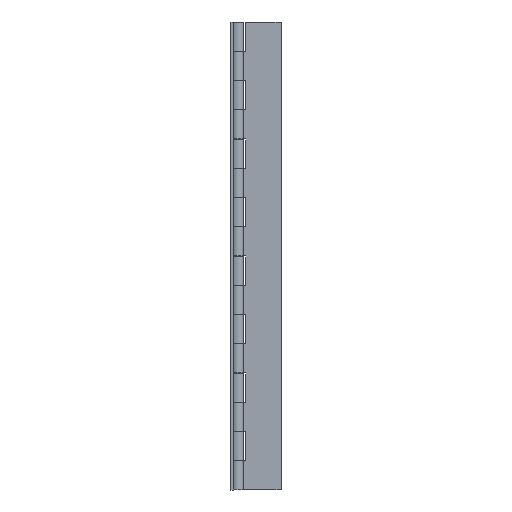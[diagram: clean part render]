
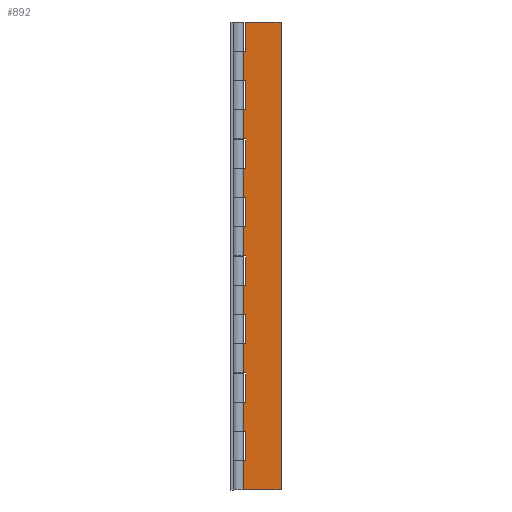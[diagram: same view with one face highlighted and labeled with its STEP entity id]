
A CAD part, left-side view. The second image highlights one B-rep face of the part: STEP entity #892.
In plain terms, the highlighted planar face has unit normal (-1, 0, 0).
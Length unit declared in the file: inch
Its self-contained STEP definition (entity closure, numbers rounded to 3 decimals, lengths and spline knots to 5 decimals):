
#33=PLANE('',#1037);
#62=LINE('',#1377,#148);
#64=LINE('',#1391,#150);
#66=LINE('',#1400,#152);
#68=LINE('',#1409,#154);
#70=LINE('',#1418,#156);
#72=LINE('',#1427,#158);
#74=LINE('',#1436,#160);
#76=LINE('',#1445,#162);
#78=LINE('',#1451,#164);
#83=LINE('',#1460,#169);
#84=LINE('',#1463,#170);
#85=LINE('',#1465,#171);
#86=LINE('',#1466,#172);
#87=LINE('',#1468,#173);
#88=LINE('',#1470,#174);
#89=LINE('',#1471,#175);
#90=LINE('',#1473,#176);
#91=LINE('',#1475,#177);
#92=LINE('',#1476,#178);
#93=LINE('',#1478,#179);
#94=LINE('',#1480,#180);
#95=LINE('',#1481,#181);
#96=LINE('',#1483,#182);
#97=LINE('',#1485,#183);
#98=LINE('',#1486,#184);
#99=LINE('',#1488,#185);
#100=LINE('',#1490,#186);
#101=LINE('',#1491,#187);
#102=LINE('',#1493,#188);
#103=LINE('',#1495,#189);
#104=LINE('',#1496,#190);
#105=LINE('',#1497,#191);
#106=LINE('',#1499,#192);
#107=LINE('',#1500,#193);
#148=VECTOR('',#1125,39.37008);
#150=VECTOR('',#1139,39.37008);
#152=VECTOR('',#1147,39.37008);
#154=VECTOR('',#1155,39.37008);
#156=VECTOR('',#1163,39.37008);
#158=VECTOR('',#1171,39.37008);
#160=VECTOR('',#1179,39.37008);
#162=VECTOR('',#1187,39.37008);
#164=VECTOR('',#1191,39.37008);
#169=VECTOR('',#1198,39.37008);
#170=VECTOR('',#1201,39.37008);
#171=VECTOR('',#1202,39.37008);
#172=VECTOR('',#1203,39.37008);
#173=VECTOR('',#1204,39.37008);
#174=VECTOR('',#1205,39.37008);
#175=VECTOR('',#1206,39.37008);
#176=VECTOR('',#1207,39.37008);
#177=VECTOR('',#1208,39.37008);
#178=VECTOR('',#1209,39.37008);
#179=VECTOR('',#1210,39.37008);
#180=VECTOR('',#1211,39.37008);
#181=VECTOR('',#1212,39.37008);
#182=VECTOR('',#1213,39.37008);
#183=VECTOR('',#1214,39.37008);
#184=VECTOR('',#1215,39.37008);
#185=VECTOR('',#1216,39.37008);
#186=VECTOR('',#1217,39.37008);
#187=VECTOR('',#1218,39.37008);
#188=VECTOR('',#1219,39.37008);
#189=VECTOR('',#1220,39.37008);
#190=VECTOR('',#1221,39.37008);
#191=VECTOR('',#1222,39.37008);
#192=VECTOR('',#1223,39.37008);
#193=VECTOR('',#1224,39.37008);
#276=FACE_OUTER_BOUND('',#332,.T.);
#332=EDGE_LOOP('',(#674,#675,#676,#677,#678,#679,#680,#681,#682,#683,#684,
#685,#686,#687,#688,#689,#690,#691,#692,#693,#694,#695,#696,#697,#698,#699,
#700,#701,#702,#703,#704,#705,#706,#707));
#425=VERTEX_POINT('',#1370);
#428=VERTEX_POINT('',#1375);
#431=VERTEX_POINT('',#1384);
#434=VERTEX_POINT('',#1389);
#435=VERTEX_POINT('',#1393);
#438=VERTEX_POINT('',#1398);
#439=VERTEX_POINT('',#1402);
#442=VERTEX_POINT('',#1407);
#443=VERTEX_POINT('',#1411);
#446=VERTEX_POINT('',#1416);
#447=VERTEX_POINT('',#1420);
#450=VERTEX_POINT('',#1425);
#451=VERTEX_POINT('',#1429);
#454=VERTEX_POINT('',#1434);
#455=VERTEX_POINT('',#1438);
#458=VERTEX_POINT('',#1443);
#459=VERTEX_POINT('',#1447);
#461=VERTEX_POINT('',#1450);
#464=VERTEX_POINT('',#1458);
#465=VERTEX_POINT('',#1462);
#466=VERTEX_POINT('',#1464);
#467=VERTEX_POINT('',#1467);
#468=VERTEX_POINT('',#1469);
#469=VERTEX_POINT('',#1472);
#470=VERTEX_POINT('',#1474);
#471=VERTEX_POINT('',#1477);
#472=VERTEX_POINT('',#1479);
#473=VERTEX_POINT('',#1482);
#474=VERTEX_POINT('',#1484);
#475=VERTEX_POINT('',#1487);
#476=VERTEX_POINT('',#1489);
#477=VERTEX_POINT('',#1492);
#478=VERTEX_POINT('',#1494);
#479=VERTEX_POINT('',#1498);
#514=EDGE_CURVE('',#425,#428,#62,.T.);
#520=EDGE_CURVE('',#431,#434,#64,.T.);
#524=EDGE_CURVE('',#435,#438,#66,.T.);
#528=EDGE_CURVE('',#439,#442,#68,.T.);
#532=EDGE_CURVE('',#443,#446,#70,.T.);
#536=EDGE_CURVE('',#447,#450,#72,.T.);
#540=EDGE_CURVE('',#451,#454,#74,.T.);
#544=EDGE_CURVE('',#455,#458,#76,.T.);
#546=EDGE_CURVE('',#459,#461,#78,.T.);
#551=EDGE_CURVE('',#428,#464,#83,.T.);
#552=EDGE_CURVE('',#458,#465,#84,.T.);
#553=EDGE_CURVE('',#465,#466,#85,.T.);
#554=EDGE_CURVE('',#466,#451,#86,.T.);
#555=EDGE_CURVE('',#454,#467,#87,.T.);
#556=EDGE_CURVE('',#467,#468,#88,.T.);
#557=EDGE_CURVE('',#468,#447,#89,.T.);
#558=EDGE_CURVE('',#450,#469,#90,.T.);
#559=EDGE_CURVE('',#469,#470,#91,.T.);
#560=EDGE_CURVE('',#470,#443,#92,.T.);
#561=EDGE_CURVE('',#446,#471,#93,.T.);
#562=EDGE_CURVE('',#471,#472,#94,.T.);
#563=EDGE_CURVE('',#472,#439,#95,.T.);
#564=EDGE_CURVE('',#442,#473,#96,.T.);
#565=EDGE_CURVE('',#473,#474,#97,.T.);
#566=EDGE_CURVE('',#474,#435,#98,.T.);
#567=EDGE_CURVE('',#438,#475,#99,.T.);
#568=EDGE_CURVE('',#475,#476,#100,.T.);
#569=EDGE_CURVE('',#476,#431,#101,.T.);
#570=EDGE_CURVE('',#434,#477,#102,.T.);
#571=EDGE_CURVE('',#477,#478,#103,.T.);
#572=EDGE_CURVE('',#478,#425,#104,.T.);
#573=EDGE_CURVE('',#461,#464,#105,.T.);
#574=EDGE_CURVE('',#459,#479,#106,.T.);
#575=EDGE_CURVE('',#479,#455,#107,.T.);
#674=ORIENTED_EDGE('',*,*,#544,.T.);
#675=ORIENTED_EDGE('',*,*,#552,.T.);
#676=ORIENTED_EDGE('',*,*,#553,.T.);
#677=ORIENTED_EDGE('',*,*,#554,.T.);
#678=ORIENTED_EDGE('',*,*,#540,.T.);
#679=ORIENTED_EDGE('',*,*,#555,.T.);
#680=ORIENTED_EDGE('',*,*,#556,.T.);
#681=ORIENTED_EDGE('',*,*,#557,.T.);
#682=ORIENTED_EDGE('',*,*,#536,.T.);
#683=ORIENTED_EDGE('',*,*,#558,.T.);
#684=ORIENTED_EDGE('',*,*,#559,.T.);
#685=ORIENTED_EDGE('',*,*,#560,.T.);
#686=ORIENTED_EDGE('',*,*,#532,.T.);
#687=ORIENTED_EDGE('',*,*,#561,.T.);
#688=ORIENTED_EDGE('',*,*,#562,.T.);
#689=ORIENTED_EDGE('',*,*,#563,.T.);
#690=ORIENTED_EDGE('',*,*,#528,.T.);
#691=ORIENTED_EDGE('',*,*,#564,.T.);
#692=ORIENTED_EDGE('',*,*,#565,.T.);
#693=ORIENTED_EDGE('',*,*,#566,.T.);
#694=ORIENTED_EDGE('',*,*,#524,.T.);
#695=ORIENTED_EDGE('',*,*,#567,.T.);
#696=ORIENTED_EDGE('',*,*,#568,.T.);
#697=ORIENTED_EDGE('',*,*,#569,.T.);
#698=ORIENTED_EDGE('',*,*,#520,.T.);
#699=ORIENTED_EDGE('',*,*,#570,.T.);
#700=ORIENTED_EDGE('',*,*,#571,.T.);
#701=ORIENTED_EDGE('',*,*,#572,.T.);
#702=ORIENTED_EDGE('',*,*,#514,.T.);
#703=ORIENTED_EDGE('',*,*,#551,.T.);
#704=ORIENTED_EDGE('',*,*,#573,.F.);
#705=ORIENTED_EDGE('',*,*,#546,.F.);
#706=ORIENTED_EDGE('',*,*,#574,.T.);
#707=ORIENTED_EDGE('',*,*,#575,.T.);
#892=ADVANCED_FACE('',(#276),#33,.F.);
#1037=AXIS2_PLACEMENT_3D('',#1461,#1199,#1200);
#1125=DIRECTION('',(0.,0.,-1.));
#1139=DIRECTION('',(0.,0.,-1.));
#1147=DIRECTION('',(0.,0.,-1.));
#1155=DIRECTION('',(0.,0.,-1.));
#1163=DIRECTION('',(0.,0.,-1.));
#1171=DIRECTION('',(0.,0.,-1.));
#1179=DIRECTION('',(0.,0.,-1.));
#1187=DIRECTION('',(0.,0.,-1.));
#1191=DIRECTION('',(0.,-1.,0.));
#1198=DIRECTION('',(0.,-1.,0.));
#1199=DIRECTION('center_axis',(1.,0.,0.));
#1200=DIRECTION('ref_axis',(0.,1.,0.));
#1201=DIRECTION('',(0.,-1.,0.));
#1202=DIRECTION('',(0.,0.,-1.));
#1203=DIRECTION('',(0.,1.,0.));
#1204=DIRECTION('',(0.,-1.,0.));
#1205=DIRECTION('',(0.,0.,-1.));
#1206=DIRECTION('',(0.,1.,0.));
#1207=DIRECTION('',(0.,-1.,0.));
#1208=DIRECTION('',(0.,0.,-1.));
#1209=DIRECTION('',(0.,1.,0.));
#1210=DIRECTION('',(0.,-1.,0.));
#1211=DIRECTION('',(0.,0.,-1.));
#1212=DIRECTION('',(0.,1.,0.));
#1213=DIRECTION('',(0.,-1.,0.));
#1214=DIRECTION('',(0.,0.,-1.));
#1215=DIRECTION('',(0.,1.,0.));
#1216=DIRECTION('',(0.,-1.,0.));
#1217=DIRECTION('',(0.,0.,-1.));
#1218=DIRECTION('',(0.,1.,0.));
#1219=DIRECTION('',(0.,-1.,0.));
#1220=DIRECTION('',(0.,0.,-1.));
#1221=DIRECTION('',(0.,1.,0.));
#1222=DIRECTION('',(0.,0.,-1.));
#1223=DIRECTION('',(0.,0.,-1.));
#1224=DIRECTION('',(0.,1.,0.));
#1370=CARTESIAN_POINT('',(0.125,-0.17493,1.));
#1375=CARTESIAN_POINT('',(0.125,-0.17493,0.));
#1377=CARTESIAN_POINT('',(0.125,-0.17493,16.));
#1384=CARTESIAN_POINT('',(0.125,-0.17493,3.));
#1389=CARTESIAN_POINT('',(0.125,-0.17493,2.));
#1391=CARTESIAN_POINT('',(0.125,-0.17493,16.));
#1393=CARTESIAN_POINT('',(0.125,-0.17493,5.));
#1398=CARTESIAN_POINT('',(0.125,-0.17493,4.));
#1400=CARTESIAN_POINT('',(0.125,-0.17493,16.));
#1402=CARTESIAN_POINT('',(0.125,-0.17493,7.));
#1407=CARTESIAN_POINT('',(0.125,-0.17493,6.));
#1409=CARTESIAN_POINT('',(0.125,-0.17493,16.));
#1411=CARTESIAN_POINT('',(0.125,-0.17493,9.));
#1416=CARTESIAN_POINT('',(0.125,-0.17493,8.));
#1418=CARTESIAN_POINT('',(0.125,-0.17493,16.));
#1420=CARTESIAN_POINT('',(0.125,-0.17493,11.));
#1425=CARTESIAN_POINT('',(0.125,-0.17493,10.));
#1427=CARTESIAN_POINT('',(0.125,-0.17493,16.));
#1429=CARTESIAN_POINT('',(0.125,-0.17493,13.));
#1434=CARTESIAN_POINT('',(0.125,-0.17493,12.));
#1436=CARTESIAN_POINT('',(0.125,-0.17493,16.));
#1438=CARTESIAN_POINT('',(0.125,-0.17493,15.));
#1443=CARTESIAN_POINT('',(0.125,-0.17493,14.));
#1445=CARTESIAN_POINT('',(0.125,-0.17493,16.));
#1447=CARTESIAN_POINT('',(0.125,-0.285,16.));
#1450=CARTESIAN_POINT('',(0.125,-1.5,16.));
#1451=CARTESIAN_POINT('',(0.125,-1.5,16.));
#1458=CARTESIAN_POINT('',(0.125,-1.5,0.));
#1460=CARTESIAN_POINT('',(0.125,-1.5,0.));
#1461=CARTESIAN_POINT('Origin',(0.125,-1.5,16.));
#1462=CARTESIAN_POINT('',(0.125,-0.285,14.));
#1463=CARTESIAN_POINT('',(0.125,-1.5,14.));
#1464=CARTESIAN_POINT('',(0.125,-0.285,13.));
#1465=CARTESIAN_POINT('',(0.125,-0.285,16.));
#1466=CARTESIAN_POINT('',(0.125,-1.5,13.));
#1467=CARTESIAN_POINT('',(0.125,-0.285,12.));
#1468=CARTESIAN_POINT('',(0.125,-1.5,12.));
#1469=CARTESIAN_POINT('',(0.125,-0.285,11.));
#1470=CARTESIAN_POINT('',(0.125,-0.285,16.));
#1471=CARTESIAN_POINT('',(0.125,-1.5,11.));
#1472=CARTESIAN_POINT('',(0.125,-0.285,10.));
#1473=CARTESIAN_POINT('',(0.125,-1.5,10.));
#1474=CARTESIAN_POINT('',(0.125,-0.285,9.));
#1475=CARTESIAN_POINT('',(0.125,-0.285,16.));
#1476=CARTESIAN_POINT('',(0.125,-1.5,9.));
#1477=CARTESIAN_POINT('',(0.125,-0.285,8.));
#1478=CARTESIAN_POINT('',(0.125,-1.5,8.));
#1479=CARTESIAN_POINT('',(0.125,-0.285,7.));
#1480=CARTESIAN_POINT('',(0.125,-0.285,16.));
#1481=CARTESIAN_POINT('',(0.125,-1.5,7.));
#1482=CARTESIAN_POINT('',(0.125,-0.285,6.));
#1483=CARTESIAN_POINT('',(0.125,-1.5,6.));
#1484=CARTESIAN_POINT('',(0.125,-0.285,5.));
#1485=CARTESIAN_POINT('',(0.125,-0.285,16.));
#1486=CARTESIAN_POINT('',(0.125,-1.5,5.));
#1487=CARTESIAN_POINT('',(0.125,-0.285,4.));
#1488=CARTESIAN_POINT('',(0.125,-1.5,4.));
#1489=CARTESIAN_POINT('',(0.125,-0.285,3.));
#1490=CARTESIAN_POINT('',(0.125,-0.285,16.));
#1491=CARTESIAN_POINT('',(0.125,-1.5,3.));
#1492=CARTESIAN_POINT('',(0.125,-0.285,2.));
#1493=CARTESIAN_POINT('',(0.125,-1.5,2.));
#1494=CARTESIAN_POINT('',(0.125,-0.285,1.));
#1495=CARTESIAN_POINT('',(0.125,-0.285,16.));
#1496=CARTESIAN_POINT('',(0.125,-1.5,1.));
#1497=CARTESIAN_POINT('',(0.125,-1.5,16.));
#1498=CARTESIAN_POINT('',(0.125,-0.285,15.));
#1499=CARTESIAN_POINT('',(0.125,-0.285,16.));
#1500=CARTESIAN_POINT('',(0.125,-1.5,15.));
